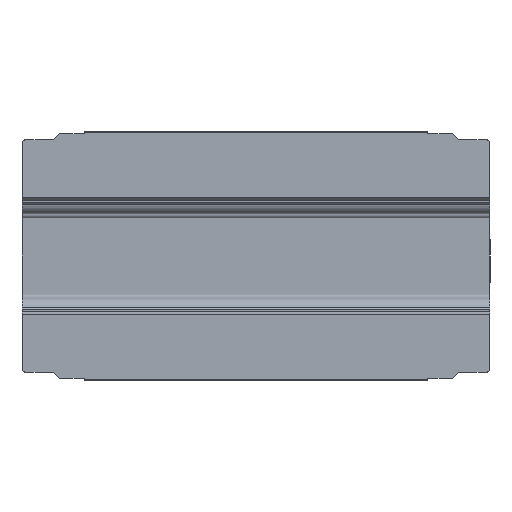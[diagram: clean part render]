
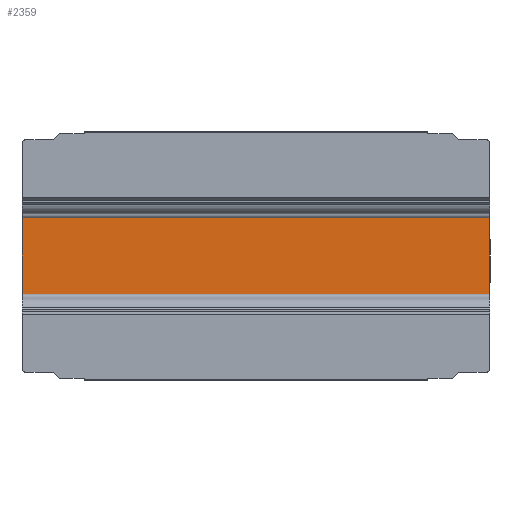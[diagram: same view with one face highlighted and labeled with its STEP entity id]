
A CAD part, front view. The second image highlights one B-rep face of the part: STEP entity #2359.
In plain terms, the highlighted planar face has unit normal (0, -1, 0).
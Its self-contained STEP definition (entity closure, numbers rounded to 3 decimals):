
#2359 = ADVANCED_FACE ( 'NONE', ( #5963 ), #18011, .F. ) ;
#4614 = CARTESIAN_POINT ( 'NONE',  ( -10., 9.5, -6.7 ) ) ;
#5475 = VERTEX_POINT ( 'NONE', #4614 ) ;
#5676 = EDGE_CURVE ( 'NONE', #15339, #15193, #6578, .T. ) ;
#5698 = EDGE_CURVE ( 'NONE', #5475, #15193, #6611, .T. ) ;
#5726 = EDGE_CURVE ( 'NONE', #15396, #5475, #6650, .T. ) ;
#5744 = EDGE_CURVE ( 'NONE', #15339, #15396, #6676, .T. ) ;
#5794 = AXIS2_PLACEMENT_3D ( 'NONE', #18010, #18014, #18015 ) ;
#5963 = FACE_OUTER_BOUND ( 'NONE', #7413, .T. ) ;
#6578 = LINE ( 'NONE', #13748, #6582 ) ;
#6582 = VECTOR ( 'NONE', #20641, 1000. ) ;
#6609 = VECTOR ( 'NONE', #20777, 1000. ) ;
#6611 = LINE ( 'NONE', #20876, #6609 ) ;
#6650 = LINE ( 'NONE', #29614, #6651 ) ;
#6651 = VECTOR ( 'NONE', #30014, 1000. ) ;
#6676 = LINE ( 'NONE', #28959, #6677 ) ;
#6677 = VECTOR ( 'NONE', #29841, 1000. ) ;
#7413 = EDGE_LOOP ( 'NONE', ( #8269, #8248, #8157, #8158 ) ) ;
#8157 = ORIENTED_EDGE ( 'NONE', *, *, #5744, .T. ) ;
#8158 = ORIENTED_EDGE ( 'NONE', *, *, #5726, .T. ) ;
#8248 = ORIENTED_EDGE ( 'NONE', *, *, #5676, .F. ) ;
#8269 = ORIENTED_EDGE ( 'NONE', *, *, #5698, .T. ) ;
#13748 = CARTESIAN_POINT ( 'NONE',  ( -70., 9.5, 6.7 ) ) ;
#15193 = VERTEX_POINT ( 'NONE', #24184 ) ;
#15339 = VERTEX_POINT ( 'NONE', #24313 ) ;
#15396 = VERTEX_POINT ( 'NONE', #24345 ) ;
#18010 = CARTESIAN_POINT ( 'NONE',  ( -43.75, 9.5, 0. ) ) ;
#18011 = PLANE ( 'NONE',  #5794 ) ;
#18014 = DIRECTION ( 'NONE',  ( 0., 1., 0. ) ) ;
#18015 = DIRECTION ( 'NONE',  ( 0., 0., 1. ) ) ;
#20641 = DIRECTION ( 'NONE',  ( 1., 0., 0. ) ) ;
#20777 = DIRECTION ( 'NONE',  ( 0., 0., 1. ) ) ;
#20876 = CARTESIAN_POINT ( 'NONE',  ( -10., 9.5, -7.5 ) ) ;
#24184 = CARTESIAN_POINT ( 'NONE',  ( -10., 9.5, 6.7 ) ) ;
#24313 = CARTESIAN_POINT ( 'NONE',  ( -70., 9.5, 6.7 ) ) ;
#24345 = CARTESIAN_POINT ( 'NONE',  ( -70., 9.5, -6.7 ) ) ;
#28959 = CARTESIAN_POINT ( 'NONE',  ( -70., 9.5, -7.5 ) ) ;
#29614 = CARTESIAN_POINT ( 'NONE',  ( -70., 9.5, -6.7 ) ) ;
#29841 = DIRECTION ( 'NONE',  ( 0., 0., -1. ) ) ;
#30014 = DIRECTION ( 'NONE',  ( 1., 0., 0. ) ) ;
